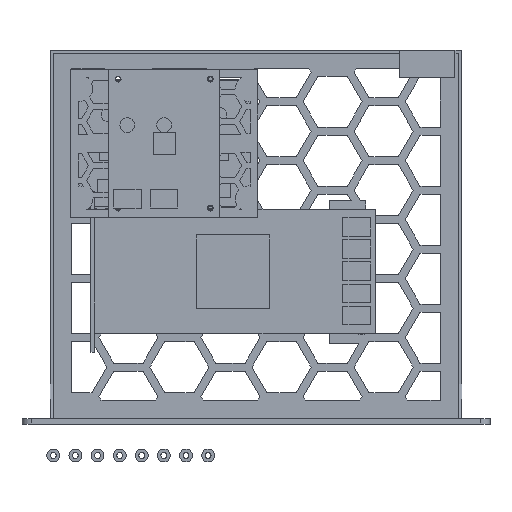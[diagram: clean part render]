
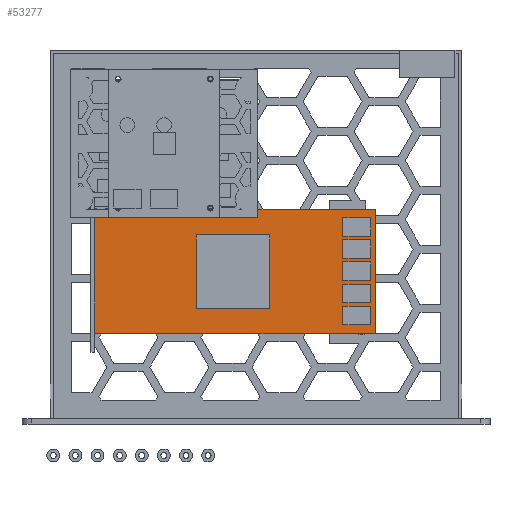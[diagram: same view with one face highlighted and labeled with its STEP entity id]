
A CAD part, top view. The second image highlights one B-rep face of the part: STEP entity #53277.
In plain terms, the highlighted planar face has unit normal (0, 0, 1).
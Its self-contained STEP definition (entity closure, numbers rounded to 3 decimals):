
#52963 = VERTEX_POINT('',#52964);
#52964 = CARTESIAN_POINT('',(0.,0.,1.6));
#52971 = PLANE('',#52972);
#52972 = AXIS2_PLACEMENT_3D('',#52973,#52974,#52975);
#52973 = CARTESIAN_POINT('',(0.,0.,0.));
#52974 = DIRECTION('',(1.,0.,-0.));
#52975 = DIRECTION('',(0.,0.,1.));
#52983 = PLANE('',#52984);
#52984 = AXIS2_PLACEMENT_3D('',#52985,#52986,#52987);
#52985 = CARTESIAN_POINT('',(0.,0.,0.));
#52986 = DIRECTION('',(-0.,1.,0.));
#52987 = DIRECTION('',(0.,0.,1.));
#53024 = VERTEX_POINT('',#53025);
#53025 = CARTESIAN_POINT('',(0.,67.3,1.6));
#53039 = PLANE('',#53040);
#53040 = AXIS2_PLACEMENT_3D('',#53041,#53042,#53043);
#53041 = CARTESIAN_POINT('',(0.,67.3,0.));
#53042 = DIRECTION('',(-0.,1.,0.));
#53043 = DIRECTION('',(0.,0.,1.));
#53051 = EDGE_CURVE('',#52963,#53024,#53052,.T.);
#53052 = SURFACE_CURVE('',#53053,(#53057,#53064),.PCURVE_S1.);
#53053 = LINE('',#53054,#53055);
#53054 = CARTESIAN_POINT('',(0.,0.,1.6));
#53055 = VECTOR('',#53056,1.);
#53056 = DIRECTION('',(-0.,1.,0.));
#53057 = PCURVE('',#52971,#53058);
#53058 = DEFINITIONAL_REPRESENTATION('',(#53059),#53063);
#53059 = LINE('',#53060,#53061);
#53060 = CARTESIAN_POINT('',(1.6,0.));
#53061 = VECTOR('',#53062,1.);
#53062 = DIRECTION('',(0.,-1.));
#53063 = ( GEOMETRIC_REPRESENTATION_CONTEXT(2) 
PARAMETRIC_REPRESENTATION_CONTEXT() REPRESENTATION_CONTEXT('2D SPACE',''
  ) );
#53064 = PCURVE('',#53065,#53070);
#53065 = PLANE('',#53066);
#53066 = AXIS2_PLACEMENT_3D('',#53067,#53068,#53069);
#53067 = CARTESIAN_POINT('',(0.,0.,1.6));
#53068 = DIRECTION('',(0.,0.,1.));
#53069 = DIRECTION('',(1.,0.,-0.));
#53070 = DEFINITIONAL_REPRESENTATION('',(#53071),#53075);
#53071 = LINE('',#53072,#53073);
#53072 = CARTESIAN_POINT('',(0.,0.));
#53073 = VECTOR('',#53074,1.);
#53074 = DIRECTION('',(0.,1.));
#53075 = ( GEOMETRIC_REPRESENTATION_CONTEXT(2) 
PARAMETRIC_REPRESENTATION_CONTEXT() REPRESENTATION_CONTEXT('2D SPACE',''
  ) );
#53083 = VERTEX_POINT('',#53084);
#53084 = CARTESIAN_POINT('',(154.3,0.,1.6));
#53091 = PLANE('',#53092);
#53092 = AXIS2_PLACEMENT_3D('',#53093,#53094,#53095);
#53093 = CARTESIAN_POINT('',(154.3,0.,0.));
#53094 = DIRECTION('',(1.,0.,-0.));
#53095 = DIRECTION('',(0.,0.,1.));
#53134 = VERTEX_POINT('',#53135);
#53135 = CARTESIAN_POINT('',(154.3,67.3,1.6));
#53156 = EDGE_CURVE('',#53083,#53134,#53157,.T.);
#53157 = SURFACE_CURVE('',#53158,(#53162,#53169),.PCURVE_S1.);
#53158 = LINE('',#53159,#53160);
#53159 = CARTESIAN_POINT('',(154.3,0.,1.6));
#53160 = VECTOR('',#53161,1.);
#53161 = DIRECTION('',(-0.,1.,0.));
#53162 = PCURVE('',#53091,#53163);
#53163 = DEFINITIONAL_REPRESENTATION('',(#53164),#53168);
#53164 = LINE('',#53165,#53166);
#53165 = CARTESIAN_POINT('',(1.6,0.));
#53166 = VECTOR('',#53167,1.);
#53167 = DIRECTION('',(0.,-1.));
#53168 = ( GEOMETRIC_REPRESENTATION_CONTEXT(2) 
PARAMETRIC_REPRESENTATION_CONTEXT() REPRESENTATION_CONTEXT('2D SPACE',''
  ) );
#53169 = PCURVE('',#53065,#53170);
#53170 = DEFINITIONAL_REPRESENTATION('',(#53171),#53175);
#53171 = LINE('',#53172,#53173);
#53172 = CARTESIAN_POINT('',(154.3,0.));
#53173 = VECTOR('',#53174,1.);
#53174 = DIRECTION('',(0.,1.));
#53175 = ( GEOMETRIC_REPRESENTATION_CONTEXT(2) 
PARAMETRIC_REPRESENTATION_CONTEXT() REPRESENTATION_CONTEXT('2D SPACE',''
  ) );
#53202 = EDGE_CURVE('',#52963,#53083,#53203,.T.);
#53203 = SURFACE_CURVE('',#53204,(#53208,#53215),.PCURVE_S1.);
#53204 = LINE('',#53205,#53206);
#53205 = CARTESIAN_POINT('',(0.,0.,1.6));
#53206 = VECTOR('',#53207,1.);
#53207 = DIRECTION('',(1.,0.,-0.));
#53208 = PCURVE('',#52983,#53209);
#53209 = DEFINITIONAL_REPRESENTATION('',(#53210),#53214);
#53210 = LINE('',#53211,#53212);
#53211 = CARTESIAN_POINT('',(1.6,0.));
#53212 = VECTOR('',#53213,1.);
#53213 = DIRECTION('',(0.,1.));
#53214 = ( GEOMETRIC_REPRESENTATION_CONTEXT(2) 
PARAMETRIC_REPRESENTATION_CONTEXT() REPRESENTATION_CONTEXT('2D SPACE',''
  ) );
#53215 = PCURVE('',#53065,#53216);
#53216 = DEFINITIONAL_REPRESENTATION('',(#53217),#53221);
#53217 = LINE('',#53218,#53219);
#53218 = CARTESIAN_POINT('',(0.,0.));
#53219 = VECTOR('',#53220,1.);
#53220 = DIRECTION('',(1.,0.));
#53221 = ( GEOMETRIC_REPRESENTATION_CONTEXT(2) 
PARAMETRIC_REPRESENTATION_CONTEXT() REPRESENTATION_CONTEXT('2D SPACE',''
  ) );
#53249 = EDGE_CURVE('',#53024,#53134,#53250,.T.);
#53250 = SURFACE_CURVE('',#53251,(#53255,#53262),.PCURVE_S1.);
#53251 = LINE('',#53252,#53253);
#53252 = CARTESIAN_POINT('',(0.,67.3,1.6));
#53253 = VECTOR('',#53254,1.);
#53254 = DIRECTION('',(1.,0.,-0.));
#53255 = PCURVE('',#53039,#53256);
#53256 = DEFINITIONAL_REPRESENTATION('',(#53257),#53261);
#53257 = LINE('',#53258,#53259);
#53258 = CARTESIAN_POINT('',(1.6,0.));
#53259 = VECTOR('',#53260,1.);
#53260 = DIRECTION('',(0.,1.));
#53261 = ( GEOMETRIC_REPRESENTATION_CONTEXT(2) 
PARAMETRIC_REPRESENTATION_CONTEXT() REPRESENTATION_CONTEXT('2D SPACE',''
  ) );
#53262 = PCURVE('',#53065,#53263);
#53263 = DEFINITIONAL_REPRESENTATION('',(#53264),#53268);
#53264 = LINE('',#53265,#53266);
#53265 = CARTESIAN_POINT('',(0.,67.3));
#53266 = VECTOR('',#53267,1.);
#53267 = DIRECTION('',(1.,0.));
#53268 = ( GEOMETRIC_REPRESENTATION_CONTEXT(2) 
PARAMETRIC_REPRESENTATION_CONTEXT() REPRESENTATION_CONTEXT('2D SPACE',''
  ) );
#53277 = ADVANCED_FACE('',(#53278),#53065,.T.);
#53278 = FACE_BOUND('',#53279,.T.);
#53279 = EDGE_LOOP('',(#53280,#53281,#53282,#53283));
#53280 = ORIENTED_EDGE('',*,*,#53051,.F.);
#53281 = ORIENTED_EDGE('',*,*,#53202,.T.);
#53282 = ORIENTED_EDGE('',*,*,#53156,.T.);
#53283 = ORIENTED_EDGE('',*,*,#53249,.F.);
